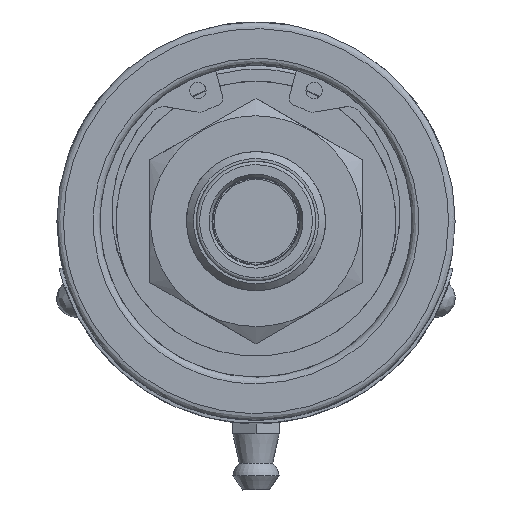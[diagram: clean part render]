
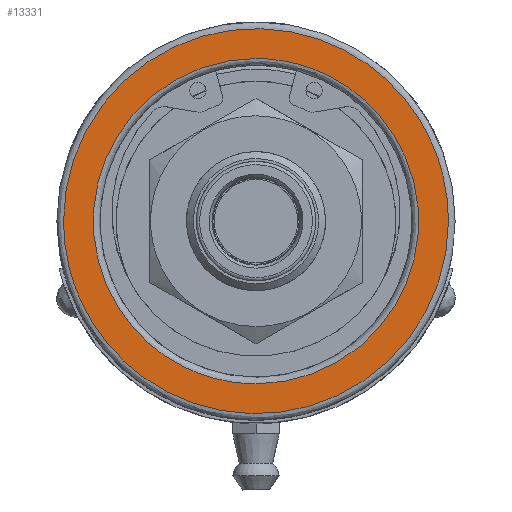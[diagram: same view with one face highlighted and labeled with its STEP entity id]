
A CAD part, left-side view. The second image highlights one B-rep face of the part: STEP entity #13331.
In plain terms, the highlighted planar face has unit normal (-1, 0, 0).
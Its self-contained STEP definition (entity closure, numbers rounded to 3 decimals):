
#12 = CARTESIAN_POINT ( 'NONE',  ( 2.5, 37.762, 35. ) ) ;
#93 = CARTESIAN_POINT ( 'NONE',  ( 2.5, -49., -24.5 ) ) ;
#218 = CARTESIAN_POINT ( 'NONE',  ( 2.5, -49., 24.5 ) ) ;
#596 = EDGE_CURVE ( 'NONE', #7010, #4645, #12022, .T. ) ;
#1104 = CARTESIAN_POINT ( 'NONE',  ( 2.5, 0., 24.5 ) ) ;
#1181 = ORIENTED_EDGE ( 'NONE', *, *, #3501, .F. ) ;
#1342 = EDGE_CURVE ( 'NONE', #4645, #7010, #4449, .T. ) ;
#1829 = AXIS2_PLACEMENT_3D ( 'NONE', #12, #13596, #8168 ) ;
#2267 = CARTESIAN_POINT ( 'NONE',  ( 2.5, -29., 0. ) ) ;
#2327 = EDGE_LOOP ( 'NONE', ( #4048, #1181 ) ) ;
#3501 = EDGE_CURVE ( 'NONE', #12803, #5153, #7850, .T. ) ;
#3683 = CARTESIAN_POINT ( 'NONE',  ( 2.5, -29., 58. ) ) ;
#3831 = CARTESIAN_POINT ( 'NONE',  ( 2.5, -29., 0. ) ) ;
#3920 = CARTESIAN_POINT ( 'NONE',  ( 2.5, 49., 24.5 ) ) ;
#4048 = ORIENTED_EDGE ( 'NONE', *, *, #4409, .F. ) ;
#4409 = EDGE_CURVE ( 'NONE', #5153, #12803, #6964, .T. ) ;
#4449 =( BOUNDED_CURVE ( )  B_SPLINE_CURVE ( 3, ( #2267, #10403, #8982, #8927 ),
 .UNSPECIFIED., .F., .F. ) 
 B_SPLINE_CURVE_WITH_KNOTS ( ( 4, 4 ),
 ( 0., 1. ),
 .UNSPECIFIED. ) 
 CURVE ( )  GEOMETRIC_REPRESENTATION_ITEM ( )  RATIONAL_B_SPLINE_CURVE ( ( 1., 0.333, 0.333, 1. ) ) 
 REPRESENTATION_ITEM ( '' )  );
#4645 = VERTEX_POINT ( 'NONE', #3831 ) ;
#4913 = CARTESIAN_POINT ( 'NONE',  ( 2.5, -29., 0. ) ) ;
#4984 = CARTESIAN_POINT ( 'NONE',  ( 2.5, 29., 0. ) ) ;
#5153 = VERTEX_POINT ( 'NONE', #11384 ) ;
#5520 = EDGE_LOOP ( 'NONE', ( #16279, #13959 ) ) ;
#5908 = CARTESIAN_POINT ( 'NONE',  ( 2.5, 0., 24.5 ) ) ;
#6964 =( BOUNDED_CURVE ( )  B_SPLINE_CURVE ( 3, ( #8190, #93, #218, #11102 ),
 .UNSPECIFIED., .F., .T. ) 
 B_SPLINE_CURVE_WITH_KNOTS ( ( 4, 4 ),
 ( 0., 1. ),
 .UNSPECIFIED. ) 
 CURVE ( )  GEOMETRIC_REPRESENTATION_ITEM ( )  RATIONAL_B_SPLINE_CURVE ( ( 1., 0.333, 0.333, 1. ) ) 
 REPRESENTATION_ITEM ( '' )  );
#7010 = VERTEX_POINT ( 'NONE', #4984 ) ;
#7789 = CARTESIAN_POINT ( 'NONE',  ( 2.5, 29., 0. ) ) ;
#7850 =( BOUNDED_CURVE ( )  B_SPLINE_CURVE ( 3, ( #1104, #3920, #15758, #17134 ),
 .UNSPECIFIED., .F., .T. ) 
 B_SPLINE_CURVE_WITH_KNOTS ( ( 4, 4 ),
 ( 0., 1. ),
 .UNSPECIFIED. ) 
 CURVE ( )  GEOMETRIC_REPRESENTATION_ITEM ( )  RATIONAL_B_SPLINE_CURVE ( ( 1., 0.333, 0.333, 1. ) ) 
 REPRESENTATION_ITEM ( '' )  );
#8168 = DIRECTION ( 'NONE',  ( 0., 0., -1. ) ) ;
#8190 = CARTESIAN_POINT ( 'NONE',  ( 2.5, 0., -24.5 ) ) ;
#8927 = CARTESIAN_POINT ( 'NONE',  ( 2.5, 29., 0. ) ) ;
#8982 = CARTESIAN_POINT ( 'NONE',  ( 2.5, 29., -58. ) ) ;
#10037 = FACE_OUTER_BOUND ( 'NONE', #5520, .T. ) ;
#10403 = CARTESIAN_POINT ( 'NONE',  ( 2.5, -29., -58. ) ) ;
#11102 = CARTESIAN_POINT ( 'NONE',  ( 2.5, 0., 24.5 ) ) ;
#11384 = CARTESIAN_POINT ( 'NONE',  ( 2.5, 0., -24.5 ) ) ;
#11700 = CARTESIAN_POINT ( 'NONE',  ( 2.5, 29., 58. ) ) ;
#12022 =( BOUNDED_CURVE ( )  B_SPLINE_CURVE ( 3, ( #7789, #11700, #3683, #4913 ),
 .UNSPECIFIED., .F., .F. ) 
 B_SPLINE_CURVE_WITH_KNOTS ( ( 4, 4 ),
 ( 0., 1. ),
 .UNSPECIFIED. ) 
 CURVE ( )  GEOMETRIC_REPRESENTATION_ITEM ( )  RATIONAL_B_SPLINE_CURVE ( ( 1., 0.333, 0.333, 1. ) ) 
 REPRESENTATION_ITEM ( '' )  );
#12151 = FACE_BOUND ( 'NONE', #2327, .T. ) ;
#12803 = VERTEX_POINT ( 'NONE', #5908 ) ;
#13331 = ADVANCED_FACE ( 'NONE', ( #12151, #10037 ), #15905, .F. ) ;
#13596 = DIRECTION ( 'NONE',  ( 1., 0., 0. ) ) ;
#13959 = ORIENTED_EDGE ( 'NONE', *, *, #596, .F. ) ;
#15758 = CARTESIAN_POINT ( 'NONE',  ( 2.5, 49., -24.5 ) ) ;
#15905 = PLANE ( 'NONE',  #1829 ) ;
#16279 = ORIENTED_EDGE ( 'NONE', *, *, #1342, .F. ) ;
#17134 = CARTESIAN_POINT ( 'NONE',  ( 2.5, 0., -24.5 ) ) ;
